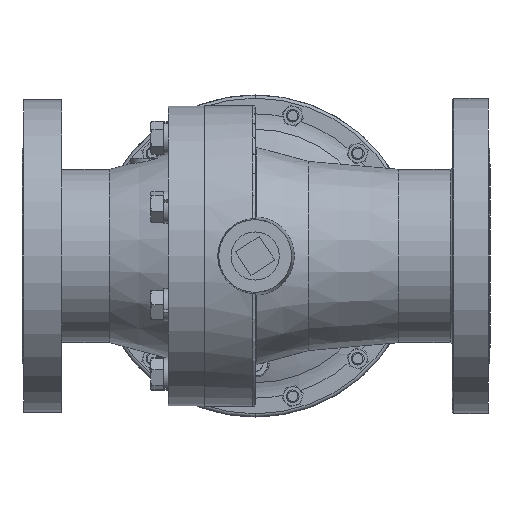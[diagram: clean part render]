
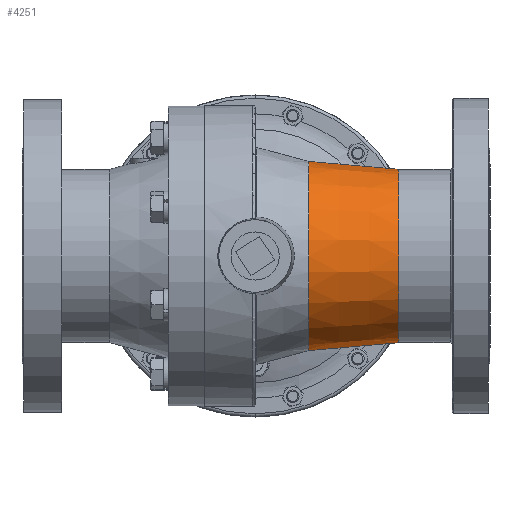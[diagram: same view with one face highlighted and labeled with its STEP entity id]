
A CAD part, front view. The second image highlights one B-rep face of the part: STEP entity #4251.
In plain terms, the highlighted conical face has half-angle 5 degrees and reference radius 87.164 mm.
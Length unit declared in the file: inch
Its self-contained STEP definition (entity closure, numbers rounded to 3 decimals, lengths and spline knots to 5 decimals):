
#1905 = VERTEX_POINT ( 'NONE', #21006 ) ;
#4068 = DIRECTION ( 'NONE',  ( -0.996, 0., 0.087 ) ) ;
#4193 = CONICAL_SURFACE ( 'NONE', #17159, 3.43164, 0.087 ) ;
#4251 = ADVANCED_FACE ( 'NONE', ( #5042 ), #4193, .T. ) ;
#5042 = FACE_OUTER_BOUND ( 'NONE', #33129, .T. ) ;
#5223 = VERTEX_POINT ( 'NONE', #23521 ) ;
#6143 = ORIENTED_EDGE ( 'NONE', *, *, #12929, .F. ) ;
#6351 = ORIENTED_EDGE ( 'NONE', *, *, #26693, .F. ) ;
#6949 = CARTESIAN_POINT ( 'NONE',  ( 5.68922, 0., 0. ) ) ;
#8700 = ORIENTED_EDGE ( 'NONE', *, *, #22518, .T. ) ;
#8842 = DIRECTION ( 'NONE',  ( 0., 0., 1. ) ) ;
#9631 = DIRECTION ( 'NONE',  ( 0., 0., 1. ) ) ;
#10095 = CIRCLE ( 'NONE', #24972, 3.43164 ) ;
#10241 = CARTESIAN_POINT ( 'NONE',  ( 5.68922, 0., -3.43164 ) ) ;
#11497 = DIRECTION ( 'NONE',  ( -1., 0., 0. ) ) ;
#11559 = CARTESIAN_POINT ( 'NONE',  ( 5.68922, 0., 0. ) ) ;
#12929 = EDGE_CURVE ( 'NONE', #1905, #31171, #31972, .T. ) ;
#13564 = AXIS2_PLACEMENT_3D ( 'NONE', #27508, #11497, #30180 ) ;
#14721 = CARTESIAN_POINT ( 'NONE',  ( 5.68922, 0., 3.43164 ) ) ;
#16546 = VERTEX_POINT ( 'NONE', #26656 ) ;
#16926 = VECTOR ( 'NONE', #4068, 39.37008 ) ;
#17159 = AXIS2_PLACEMENT_3D ( 'NONE', #11559, #19508, #8842 ) ;
#19508 = DIRECTION ( 'NONE',  ( -1., 0., 0. ) ) ;
#21006 = CARTESIAN_POINT ( 'NONE',  ( 5.68922, 0., -3.43164 ) ) ;
#22518 = EDGE_CURVE ( 'NONE', #5223, #16546, #30323, .T. ) ;
#23521 = CARTESIAN_POINT ( 'NONE',  ( 5.68922, 0., 3.43164 ) ) ;
#24878 = VECTOR ( 'NONE', #34320, 39.37008 ) ;
#24972 = AXIS2_PLACEMENT_3D ( 'NONE', #6949, #25660, #9631 ) ;
#25660 = DIRECTION ( 'NONE',  ( -1., 0., 0. ) ) ;
#26415 = EDGE_CURVE ( 'NONE', #1905, #5223, #10095, .T. ) ;
#26656 = CARTESIAN_POINT ( 'NONE',  ( 2.125, 0., 3.74347 ) ) ;
#26693 = EDGE_CURVE ( 'NONE', #31171, #16546, #28733, .T. ) ;
#27508 = CARTESIAN_POINT ( 'NONE',  ( 2.125, 0., 0. ) ) ;
#28733 = CIRCLE ( 'NONE', #13564, 3.74347 ) ;
#29254 = CARTESIAN_POINT ( 'NONE',  ( 2.125, 0., -3.74347 ) ) ;
#30180 = DIRECTION ( 'NONE',  ( 0., 0., 1. ) ) ;
#30323 = LINE ( 'NONE', #14721, #16926 ) ;
#31171 = VERTEX_POINT ( 'NONE', #29254 ) ;
#31972 = LINE ( 'NONE', #10241, #24878 ) ;
#32390 = ORIENTED_EDGE ( 'NONE', *, *, #26415, .T. ) ;
#33129 = EDGE_LOOP ( 'NONE', ( #6143, #32390, #8700, #6351 ) ) ;
#34320 = DIRECTION ( 'NONE',  ( -0.996, 0., -0.087 ) ) ;
